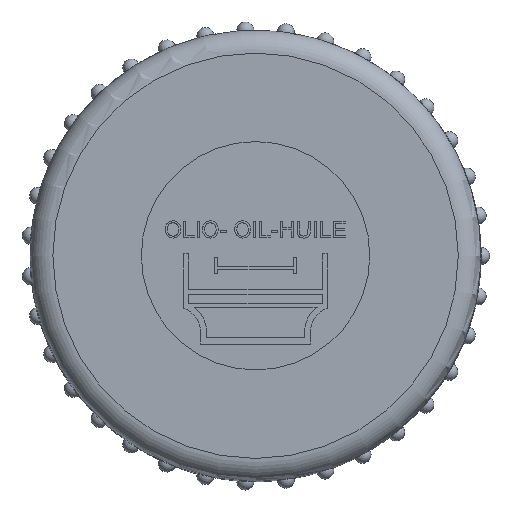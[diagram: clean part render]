
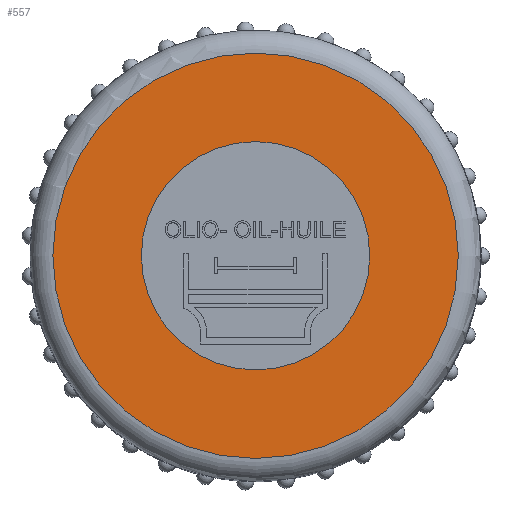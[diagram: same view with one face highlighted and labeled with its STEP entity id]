
A CAD part, top view. The second image highlights one B-rep face of the part: STEP entity #557.
In plain terms, the highlighted planar face has unit normal (0, 0, 1).
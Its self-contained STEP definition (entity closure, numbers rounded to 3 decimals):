
#557 = ADVANCED_FACE( '', ( #1222, #1223 ), #1224, .F. );
#1222 = FACE_OUTER_BOUND( '', #2013, .T. );
#1223 = FACE_BOUND( '', #2014, .T. );
#1224 = PLANE( '', #2015 );
#2013 = EDGE_LOOP( '', ( #3551 ) );
#2014 = EDGE_LOOP( '', ( #3552 ) );
#2015 = AXIS2_PLACEMENT_3D( '', #3553, #3554, #3555 );
#3551 = ORIENTED_EDGE( '', *, *, #5219, .T. );
#3552 = ORIENTED_EDGE( '', *, *, #5220, .F. );
#3553 = CARTESIAN_POINT( '', ( 19.75, 0., 32. ) );
#3554 = DIRECTION( '', ( 0., 0., -1. ) );
#3555 = DIRECTION( '', ( -1., 0., 0. ) );
#5219 = EDGE_CURVE( '', #6358, #6358, #6359, .F. );
#5220 = EDGE_CURVE( '', #6360, #6360, #6361, .T. );
#6358 = VERTEX_POINT( '', #8251 );
#6359 = CIRCLE( '', #8252, 17.75 );
#6360 = VERTEX_POINT( '', #8253 );
#6361 = CIRCLE( '', #8254, 10. );
#8251 = CARTESIAN_POINT( '', ( -17.75, 0., 32. ) );
#8252 = AXIS2_PLACEMENT_3D( '', #9669, #9670, #9671 );
#8253 = CARTESIAN_POINT( '', ( 10., 0., 32. ) );
#8254 = AXIS2_PLACEMENT_3D( '', #9672, #9673, #9674 );
#9669 = CARTESIAN_POINT( '', ( 0., 0., 32. ) );
#9670 = DIRECTION( '', ( 0., 0., -1. ) );
#9671 = DIRECTION( '', ( -1., 0., 0. ) );
#9672 = CARTESIAN_POINT( '', ( 0., 0., 32. ) );
#9673 = DIRECTION( '', ( 0., 0., 1. ) );
#9674 = DIRECTION( '', ( 1., 0., 0. ) );
